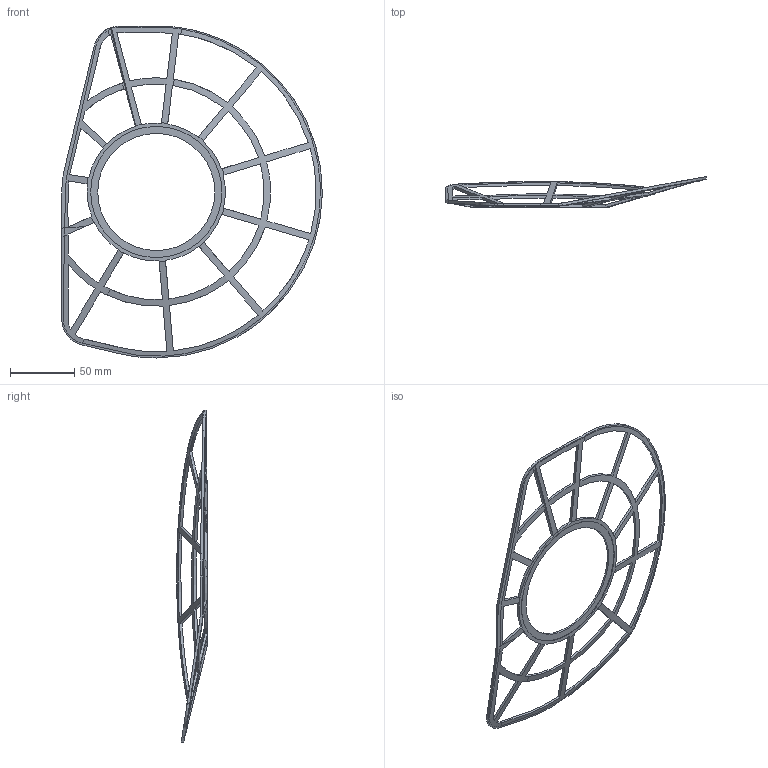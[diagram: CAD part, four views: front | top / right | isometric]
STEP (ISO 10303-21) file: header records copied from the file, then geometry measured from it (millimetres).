
FILE_DESCRIPTION (( 'STEP AP203' ), '1' );
FILE_NAME ('Support filtre tole.STEP', '2024-10-03T12:58:04', ( '' ), ( '' ), 'SwSTEP 2.0', 'SolidWorks 2022', '' );
FILE_SCHEMA (( 'CONFIG_CONTROL_DESIGN' ));
Length unit declared in the file: millimetre
Products named in the file (1): Support filtre tole
Bounding box: 202.49 x 23.81 x 258 mm (x, y, z)
Volume: 21620.2 mm3; surface area: 30645.8 mm2
Topology: 1 solids, 1 shells, 141 faces, 519 edges, 353 vertices
Faces by surface type: plane 53, cylinder 52, bspline 36
Entity records: 13109 total; most frequent: CARTESIAN_POINT 9256, ORIENTED_EDGE 1038, EDGE_CURVE 519, DIRECTION 458, VERTEX_POINT 353, B_SPLINE_CURVE_WITH_KNOTS 284, LINE 178, VECTOR 178
